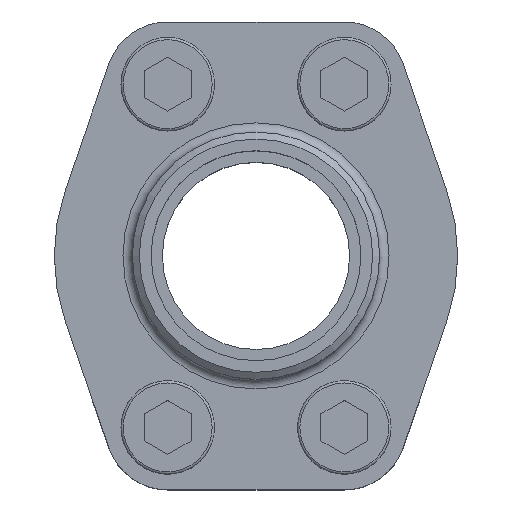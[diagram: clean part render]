
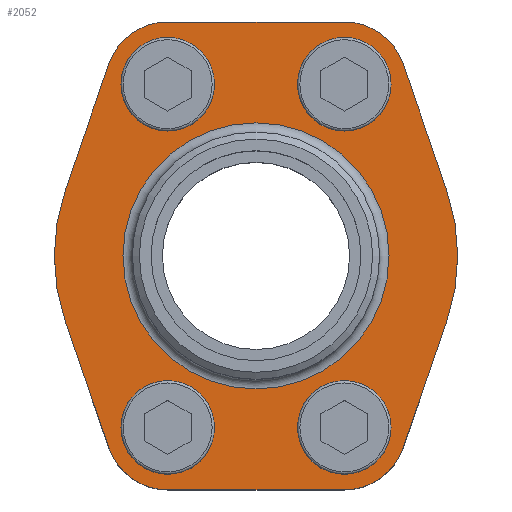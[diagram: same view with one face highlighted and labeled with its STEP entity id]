
A CAD part, top view. The second image highlights one B-rep face of the part: STEP entity #2052.
In plain terms, the highlighted planar face has unit normal (0, 0, 1).
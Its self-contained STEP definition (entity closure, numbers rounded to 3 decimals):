
#43=LINE('',#2796,#139);
#47=LINE('',#2806,#143);
#50=LINE('',#2814,#146);
#53=LINE('',#2822,#149);
#56=LINE('',#2830,#152);
#59=LINE('',#2838,#155);
#139=VECTOR('',#2360,1000.);
#143=VECTOR('',#2370,1000.);
#146=VECTOR('',#2379,1000.);
#149=VECTOR('',#2388,1000.);
#152=VECTOR('',#2397,1000.);
#155=VECTOR('',#2406,1000.);
#237=PLANE('',#2185);
#368=ORIENTED_EDGE('',*,*,#668,.F.);
#369=ORIENTED_EDGE('',*,*,#669,.F.);
#370=ORIENTED_EDGE('',*,*,#670,.F.);
#371=ORIENTED_EDGE('',*,*,#671,.F.);
#372=ORIENTED_EDGE('',*,*,#672,.T.);
#373=ORIENTED_EDGE('',*,*,#641,.T.);
#374=ORIENTED_EDGE('',*,*,#644,.T.);
#375=ORIENTED_EDGE('',*,*,#646,.T.);
#376=ORIENTED_EDGE('',*,*,#648,.T.);
#377=ORIENTED_EDGE('',*,*,#650,.T.);
#378=ORIENTED_EDGE('',*,*,#652,.T.);
#379=ORIENTED_EDGE('',*,*,#654,.T.);
#380=ORIENTED_EDGE('',*,*,#656,.T.);
#381=ORIENTED_EDGE('',*,*,#658,.T.);
#382=ORIENTED_EDGE('',*,*,#660,.T.);
#383=ORIENTED_EDGE('',*,*,#662,.T.);
#384=ORIENTED_EDGE('',*,*,#667,.T.);
#641=EDGE_CURVE('',#807,#806,#43,.T.);
#644=EDGE_CURVE('',#806,#808,#930,.T.);
#646=EDGE_CURVE('',#808,#809,#47,.T.);
#648=EDGE_CURVE('',#809,#810,#931,.T.);
#650=EDGE_CURVE('',#810,#811,#50,.T.);
#652=EDGE_CURVE('',#811,#812,#932,.T.);
#654=EDGE_CURVE('',#812,#813,#53,.T.);
#656=EDGE_CURVE('',#813,#814,#933,.T.);
#658=EDGE_CURVE('',#814,#815,#56,.T.);
#660=EDGE_CURVE('',#815,#816,#934,.T.);
#662=EDGE_CURVE('',#816,#817,#59,.T.);
#667=EDGE_CURVE('',#817,#807,#939,.T.);
#668=EDGE_CURVE('',#822,#822,#940,.T.);
#669=EDGE_CURVE('',#823,#823,#941,.T.);
#670=EDGE_CURVE('',#824,#824,#942,.T.);
#671=EDGE_CURVE('',#825,#825,#943,.T.);
#672=EDGE_CURVE('',#826,#826,#944,.T.);
#806=VERTEX_POINT('',#2795);
#807=VERTEX_POINT('',#2797);
#808=VERTEX_POINT('',#2801);
#809=VERTEX_POINT('',#2805);
#810=VERTEX_POINT('',#2809);
#811=VERTEX_POINT('',#2813);
#812=VERTEX_POINT('',#2817);
#813=VERTEX_POINT('',#2821);
#814=VERTEX_POINT('',#2825);
#815=VERTEX_POINT('',#2829);
#816=VERTEX_POINT('',#2833);
#817=VERTEX_POINT('',#2837);
#822=VERTEX_POINT('',#2856);
#823=VERTEX_POINT('',#2858);
#824=VERTEX_POINT('',#2860);
#825=VERTEX_POINT('',#2862);
#826=VERTEX_POINT('',#2864);
#930=CIRCLE('',#2160,34.5);
#931=CIRCLE('',#2163,10.65);
#932=CIRCLE('',#2166,10.65);
#933=CIRCLE('',#2169,34.5);
#934=CIRCLE('',#2172,10.65);
#939=CIRCLE('',#2184,10.65);
#940=CIRCLE('',#2186,8.);
#941=CIRCLE('',#2187,8.);
#942=CIRCLE('',#2188,8.);
#943=CIRCLE('',#2189,8.);
#944=CIRCLE('',#2190,22.75);
#1019=EDGE_LOOP('',(#368));
#1020=EDGE_LOOP('',(#369));
#1021=EDGE_LOOP('',(#370));
#1022=EDGE_LOOP('',(#371));
#1023=EDGE_LOOP('',(#372));
#1024=EDGE_LOOP('',(#373,#374,#375,#376,#377,#378,#379,#380,#381,#382,#383,
#384));
#1181=FACE_BOUND('',#1019,.T.);
#1182=FACE_BOUND('',#1020,.T.);
#1183=FACE_BOUND('',#1021,.T.);
#1184=FACE_BOUND('',#1022,.T.);
#1185=FACE_BOUND('',#1023,.T.);
#1186=FACE_BOUND('',#1024,.T.);
#2052=ADVANCED_FACE('',(#1181,#1182,#1183,#1184,#1185,#1186),#237,.T.);
#2160=AXIS2_PLACEMENT_3D('',#2802,#2365,#2366);
#2163=AXIS2_PLACEMENT_3D('',#2810,#2374,#2375);
#2166=AXIS2_PLACEMENT_3D('',#2818,#2383,#2384);
#2169=AXIS2_PLACEMENT_3D('',#2826,#2392,#2393);
#2172=AXIS2_PLACEMENT_3D('',#2834,#2401,#2402);
#2184=AXIS2_PLACEMENT_3D('',#2853,#2427,#2428);
#2185=AXIS2_PLACEMENT_3D('',#2854,#2429,#2430);
#2186=AXIS2_PLACEMENT_3D('',#2855,#2431,#2432);
#2187=AXIS2_PLACEMENT_3D('',#2857,#2433,#2434);
#2188=AXIS2_PLACEMENT_3D('',#2859,#2435,#2436);
#2189=AXIS2_PLACEMENT_3D('',#2861,#2437,#2438);
#2190=AXIS2_PLACEMENT_3D('',#2863,#2439,#2440);
#2360=DIRECTION('',(-0.326,-0.945,0.));
#2365=DIRECTION('',(0.,0.,1.));
#2366=DIRECTION('',(1.,0.,0.));
#2370=DIRECTION('',(0.326,-0.945,0.));
#2374=DIRECTION('',(0.,0.,1.));
#2375=DIRECTION('',(1.,0.,0.));
#2379=DIRECTION('',(1.,0.,0.));
#2383=DIRECTION('',(0.,0.,1.));
#2384=DIRECTION('',(1.,0.,0.));
#2388=DIRECTION('',(0.326,0.945,0.));
#2392=DIRECTION('',(0.,0.,1.));
#2393=DIRECTION('',(1.,0.,0.));
#2397=DIRECTION('',(-0.326,0.945,0.));
#2401=DIRECTION('',(0.,0.,1.));
#2402=DIRECTION('',(1.,0.,0.));
#2406=DIRECTION('',(-1.,0.,0.));
#2427=DIRECTION('',(0.,0.,1.));
#2428=DIRECTION('',(1.,0.,0.));
#2429=DIRECTION('',(0.,0.,1.));
#2430=DIRECTION('',(1.,0.,0.));
#2431=DIRECTION('',(0.,0.,1.));
#2432=DIRECTION('',(1.,0.,0.));
#2433=DIRECTION('',(0.,0.,1.));
#2434=DIRECTION('',(1.,0.,0.));
#2435=DIRECTION('',(0.,0.,1.));
#2436=DIRECTION('',(1.,0.,0.));
#2437=DIRECTION('',(0.,0.,1.));
#2438=DIRECTION('',(1.,0.,0.));
#2439=DIRECTION('',(0.,0.,-1.));
#2440=DIRECTION('',(-1.,0.,0.));
#2795=CARTESIAN_POINT('',(-32.612,11.257,21.));
#2796=CARTESIAN_POINT('',(-25.167,32.825,21.));
#2797=CARTESIAN_POINT('',(-25.167,32.825,21.));
#2801=CARTESIAN_POINT('',(-32.612,-11.257,21.));
#2802=CARTESIAN_POINT('',(0.,0.,21.));
#2805=CARTESIAN_POINT('',(-25.167,-32.825,21.));
#2806=CARTESIAN_POINT('',(-32.612,-11.257,21.));
#2809=CARTESIAN_POINT('',(-15.1,-40.,21.));
#2810=CARTESIAN_POINT('',(-15.1,-29.35,21.));
#2813=CARTESIAN_POINT('',(15.1,-40.,21.));
#2814=CARTESIAN_POINT('',(-15.1,-40.,21.));
#2817=CARTESIAN_POINT('',(25.167,-32.825,21.));
#2818=CARTESIAN_POINT('',(15.1,-29.35,21.));
#2821=CARTESIAN_POINT('',(32.612,-11.257,21.));
#2822=CARTESIAN_POINT('',(25.167,-32.825,21.));
#2825=CARTESIAN_POINT('',(32.612,11.257,21.));
#2826=CARTESIAN_POINT('',(0.,0.,21.));
#2829=CARTESIAN_POINT('',(25.167,32.825,21.));
#2830=CARTESIAN_POINT('',(32.612,11.257,21.));
#2833=CARTESIAN_POINT('',(15.1,40.,21.));
#2834=CARTESIAN_POINT('',(15.1,29.35,21.));
#2837=CARTESIAN_POINT('',(-15.1,40.,21.));
#2838=CARTESIAN_POINT('',(15.1,40.,21.));
#2853=CARTESIAN_POINT('',(-15.1,29.35,21.));
#2854=CARTESIAN_POINT('',(0.,0.,21.));
#2855=CARTESIAN_POINT('',(15.1,-29.35,21.));
#2856=CARTESIAN_POINT('',(23.1,-29.35,21.));
#2857=CARTESIAN_POINT('',(-15.1,-29.35,21.));
#2858=CARTESIAN_POINT('',(-7.1,-29.35,21.));
#2859=CARTESIAN_POINT('',(-15.1,29.35,21.));
#2860=CARTESIAN_POINT('',(-7.1,29.35,21.));
#2861=CARTESIAN_POINT('',(15.1,29.35,21.));
#2862=CARTESIAN_POINT('',(23.1,29.35,21.));
#2863=CARTESIAN_POINT('',(0.,0.,21.));
#2864=CARTESIAN_POINT('',(-22.75,0.,21.));
